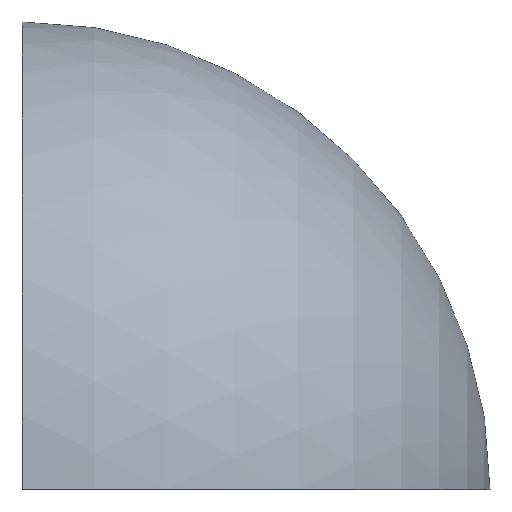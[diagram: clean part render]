
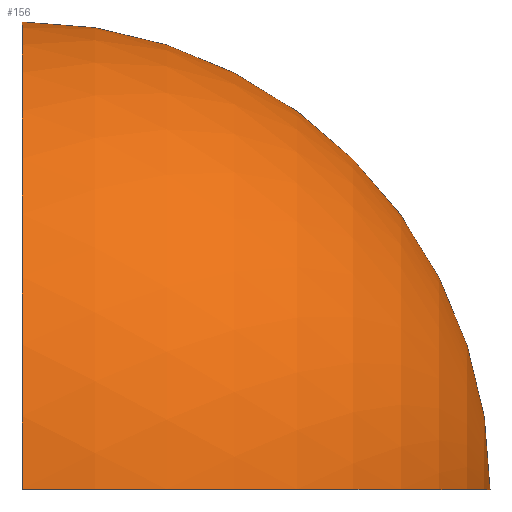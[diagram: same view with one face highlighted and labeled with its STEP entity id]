
A CAD part, top view. The second image highlights one B-rep face of the part: STEP entity #156.
In plain terms, the highlighted spherical face has radius 40.767 mm.
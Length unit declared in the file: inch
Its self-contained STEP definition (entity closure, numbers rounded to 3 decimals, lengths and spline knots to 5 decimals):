
#17 = SPHERICAL_SURFACE ( 'NONE', #79, 1.605 ) ;
#26 = EDGE_CURVE ( 'NONE', #122, #70, #155, .T. ) ;
#36 = DIRECTION ( 'NONE',  ( 0., 1., 0. ) ) ;
#37 = ORIENTED_EDGE ( 'NONE', *, *, #26, .T. ) ;
#42 = DIRECTION ( 'NONE',  ( 0., 0., 1. ) ) ;
#44 = DIRECTION ( 'NONE',  ( 0., 0., 1. ) ) ;
#49 = CARTESIAN_POINT ( 'NONE',  ( 0., 0., 0. ) ) ;
#56 = VERTEX_POINT ( 'NONE', #49 ) ;
#64 = CARTESIAN_POINT ( 'NONE',  ( 0., -1.605, 0. ) ) ;
#65 = CARTESIAN_POINT ( 'NONE',  ( 1.605, -1.605, 0. ) ) ;
#69 = DIRECTION ( 'NONE',  ( 0., 0., -1. ) ) ;
#70 = VERTEX_POINT ( 'NONE', #65 ) ;
#73 = ORIENTED_EDGE ( 'NONE', *, *, #108, .T. ) ;
#79 = AXIS2_PLACEMENT_3D ( 'NONE', #161, #175, #82 ) ;
#82 = DIRECTION ( 'NONE',  ( 0., 0., 1. ) ) ;
#86 = FACE_OUTER_BOUND ( 'NONE', #88, .T. ) ;
#88 = EDGE_LOOP ( 'NONE', ( #37, #73, #160 ) ) ;
#108 = EDGE_CURVE ( 'NONE', #70, #56, #176, .T. ) ;
#119 = AXIS2_PLACEMENT_3D ( 'NONE', #145, #44, #131 ) ;
#120 = AXIS2_PLACEMENT_3D ( 'NONE', #181, #36, #42 ) ;
#122 = VERTEX_POINT ( 'NONE', #132 ) ;
#131 = DIRECTION ( 'NONE',  ( -1., 0., 0. ) ) ;
#132 = CARTESIAN_POINT ( 'NONE',  ( 0., -1.605, 1.605 ) ) ;
#136 = CIRCLE ( 'NONE', #166, 1.605 ) ;
#143 = EDGE_CURVE ( 'NONE', #122, #56, #136, .T. ) ;
#145 = CARTESIAN_POINT ( 'NONE',  ( 0., -1.605, 0. ) ) ;
#146 = DIRECTION ( 'NONE',  ( -1., 0., 0. ) ) ;
#155 = CIRCLE ( 'NONE', #120, 1.605 ) ;
#156 = ADVANCED_FACE ( 'NONE', ( #86 ), #17, .T. ) ;
#160 = ORIENTED_EDGE ( 'NONE', *, *, #143, .F. ) ;
#161 = CARTESIAN_POINT ( 'NONE',  ( 0., -1.605, 0. ) ) ;
#166 = AXIS2_PLACEMENT_3D ( 'NONE', #64, #146, #69 ) ;
#175 = DIRECTION ( 'NONE',  ( 1., 0., 0. ) ) ;
#176 = CIRCLE ( 'NONE', #119, 1.605 ) ;
#181 = CARTESIAN_POINT ( 'NONE',  ( 0., -1.605, 0. ) ) ;
